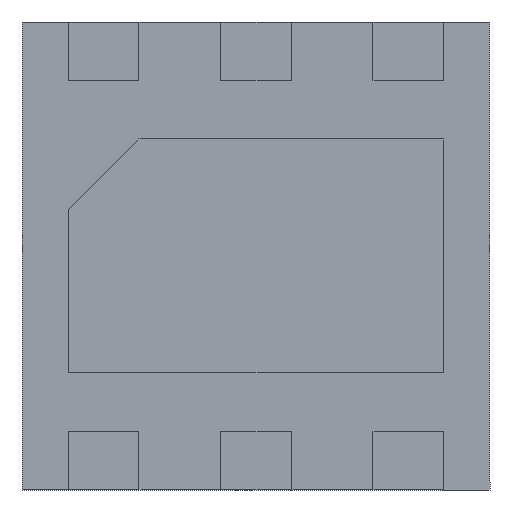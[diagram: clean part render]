
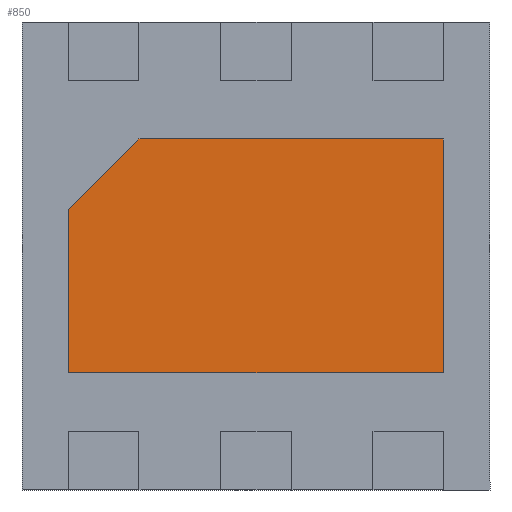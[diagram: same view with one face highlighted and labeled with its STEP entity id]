
A CAD part, front view. The second image highlights one B-rep face of the part: STEP entity #850.
In plain terms, the highlighted planar face has unit normal (0, -1, 0).
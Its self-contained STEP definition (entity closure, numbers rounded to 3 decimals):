
#80 = DIRECTION ( 'NONE',  ( 0., 0., -1. ) ) ;
#90 = CARTESIAN_POINT ( 'NONE',  ( -0.5, -0.025, 0.5 ) ) ;
#130 = PLANE ( 'NONE',  #1040 ) ;
#172 = EDGE_CURVE ( 'NONE', #467, #1641, #551, .T. ) ;
#212 = CARTESIAN_POINT ( 'NONE',  ( -0.8, -0.025, -0.5 ) ) ;
#337 = CARTESIAN_POINT ( 'NONE',  ( 0.8, -0.025, 0.5 ) ) ;
#344 = LINE ( 'NONE', #1512, #1173 ) ;
#415 = EDGE_CURVE ( 'NONE', #2225, #1313, #656, .T. ) ;
#457 = DIRECTION ( 'NONE',  ( -1., 0., 0. ) ) ;
#467 = VERTEX_POINT ( 'NONE', #212 ) ;
#468 = ORIENTED_EDGE ( 'NONE', *, *, #415, .T. ) ;
#486 = CARTESIAN_POINT ( 'NONE',  ( 0.8, -0.025, -0.5 ) ) ;
#551 = LINE ( 'NONE', #2184, #1913 ) ;
#561 = CARTESIAN_POINT ( 'NONE',  ( -0.8, -0.025, 0.2 ) ) ;
#656 = LINE ( 'NONE', #877, #1321 ) ;
#677 = ORIENTED_EDGE ( 'NONE', *, *, #745, .T. ) ;
#745 = EDGE_CURVE ( 'NONE', #968, #2225, #2201, .T. ) ;
#850 = ADVANCED_FACE ( 'NONE', ( #1094 ), #130, .F. ) ;
#861 = EDGE_LOOP ( 'NONE', ( #1195, #677, #468, #1946, #1778 ) ) ;
#877 = CARTESIAN_POINT ( 'NONE',  ( -0.8, -0.025, 0.2 ) ) ;
#967 = DIRECTION ( 'NONE',  ( 0., 0., 1. ) ) ;
#968 = VERTEX_POINT ( 'NONE', #337 ) ;
#990 = DIRECTION ( 'NONE',  ( 1., 0., 0. ) ) ;
#1027 = CARTESIAN_POINT ( 'NONE',  ( 0., -0.025, 0. ) ) ;
#1040 = AXIS2_PLACEMENT_3D ( 'NONE', #1027, #1551, #1565 ) ;
#1094 = FACE_OUTER_BOUND ( 'NONE', #861, .T. ) ;
#1173 = VECTOR ( 'NONE', #967, 1000. ) ;
#1195 = ORIENTED_EDGE ( 'NONE', *, *, #2221, .T. ) ;
#1313 = VERTEX_POINT ( 'NONE', #561 ) ;
#1321 = VECTOR ( 'NONE', #1586, 1000. ) ;
#1329 = EDGE_CURVE ( 'NONE', #1313, #467, #1613, .T. ) ;
#1512 = CARTESIAN_POINT ( 'NONE',  ( 0.8, -0.025, -0.5 ) ) ;
#1551 = DIRECTION ( 'NONE',  ( 0., 1., 0. ) ) ;
#1565 = DIRECTION ( 'NONE',  ( 0., 0., 1. ) ) ;
#1586 = DIRECTION ( 'NONE',  ( -0.707, 0., -0.707 ) ) ;
#1613 = LINE ( 'NONE', #1994, #1845 ) ;
#1641 = VERTEX_POINT ( 'NONE', #486 ) ;
#1778 = ORIENTED_EDGE ( 'NONE', *, *, #172, .T. ) ;
#1845 = VECTOR ( 'NONE', #80, 1000. ) ;
#1913 = VECTOR ( 'NONE', #990, 1000. ) ;
#1946 = ORIENTED_EDGE ( 'NONE', *, *, #1329, .T. ) ;
#1994 = CARTESIAN_POINT ( 'NONE',  ( -0.8, -0.025, -0.5 ) ) ;
#2007 = CARTESIAN_POINT ( 'NONE',  ( -0.5, -0.025, 0.5 ) ) ;
#2035 = VECTOR ( 'NONE', #457, 1000. ) ;
#2184 = CARTESIAN_POINT ( 'NONE',  ( -0.8, -0.025, -0.5 ) ) ;
#2201 = LINE ( 'NONE', #90, #2035 ) ;
#2221 = EDGE_CURVE ( 'NONE', #1641, #968, #344, .T. ) ;
#2225 = VERTEX_POINT ( 'NONE', #2007 ) ;
